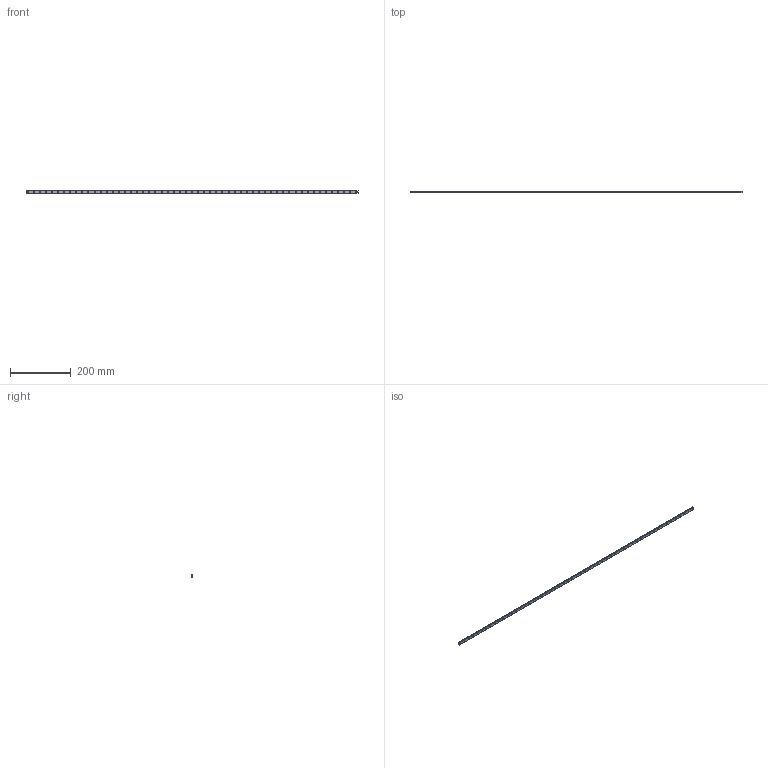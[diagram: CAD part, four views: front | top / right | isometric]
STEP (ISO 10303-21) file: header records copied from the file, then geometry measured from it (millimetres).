
FILE_DESCRIPTION (( 'STEP AP214' ), '1' );
FILE_NAME ('SRS9XGMSS-1090LTM_G5_0_0_0_0_0_1.STEP', '2021-08-13T09:45:51', ( '' ), ( '' ), 'SwSTEP 2.0', 'SolidWorks 2021', '' );
FILE_SCHEMA (( 'AUTOMOTIVE_DESIGN' ));
Length unit declared in the file: millimetre
Products named in the file (2): SRS9XGMSS-1090LTM_G5_0_0_0_0_0_1; _SRS9XGM10905 Track
Assembly tree (1 placements, depth 2):
  SRS9XGMSS-1090LTM_G5_0_0_0_0_0_1
    _SRS9XGM10905 Track
Bounding box: 1090 x 5.5 x 9 mm (x, y, z)
Volume: 43380.4 mm3; surface area: 35122.7 mm2
Topology: 1 solids, 1 shells, 304 faces, 741 edges, 494 vertices
Faces by surface type: cylinder 233, plane 71
Entity records: 9477 total; most frequent: DIRECTION 1823, CARTESIAN_POINT 1543, ORIENTED_EDGE 1482, AXIS2_PLACEMENT_3D 774, EDGE_CURVE 741, VERTEX_POINT 494, EDGE_LOOP 469, CIRCLE 466
